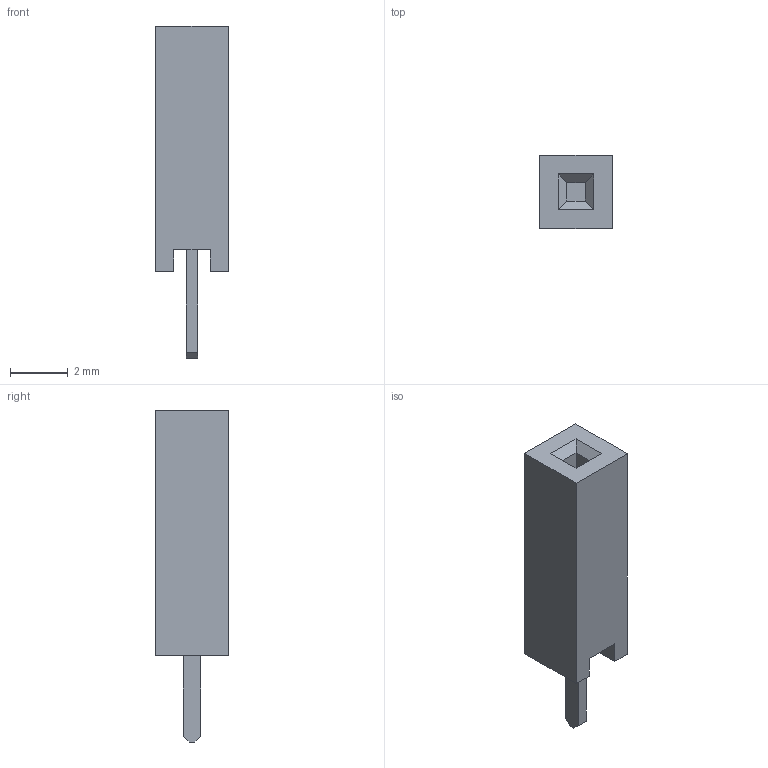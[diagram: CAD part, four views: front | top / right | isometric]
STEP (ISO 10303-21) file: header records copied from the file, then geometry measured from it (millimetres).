
FILE_DESCRIPTION(/* description */ (''),/* implementation_level */ '2;1');
FILE_NAME(/* name */ 'PBS-1.step',/* time_stamp */ '2021-11-04T16:18:48+03:00',/* author */ (''),/* organization */ (''),/* preprocessor_version */ 'ST-DEVELOPER v18.1',/* originating_system */ 'Autodesk Translation Framework v10.10.0.1391',/* authorisation */ '');
FILE_SCHEMA (('AUTOMOTIVE_DESIGN { 1 0 10303 214 3 1 1 }'));
Length unit declared in the file: millimetre
Products named in the file (1): PBS-1
Bounding box: 2.5 x 2.54 x 11.5 mm (x, y, z)
Volume: 49.9 mm3; surface area: 123.2 mm2
Topology: 2 solids, 2 shells, 27 faces, 62 edges, 40 vertices
Faces by surface type: plane 27
Entity records: 790 total; most frequent: CARTESIAN_POINT 130, ORIENTED_EDGE 124, DIRECTION 118, LINE 62, VECTOR 62, EDGE_CURVE 62, VERTEX_POINT 40, EDGE_LOOP 28
